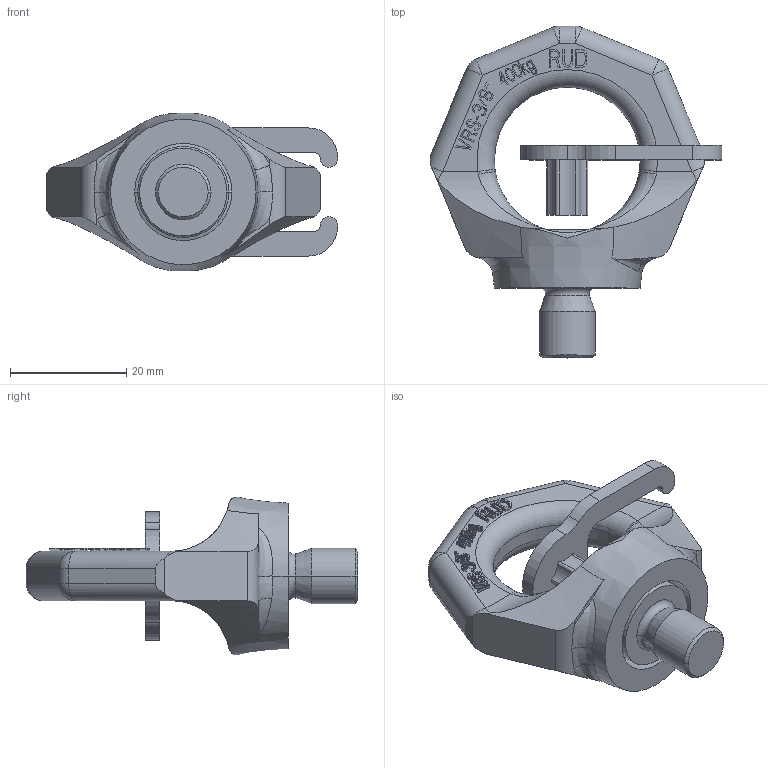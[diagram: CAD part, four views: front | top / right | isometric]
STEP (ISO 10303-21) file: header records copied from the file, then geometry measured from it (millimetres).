
FILE_DESCRIPTION((''),'2;1');
FILE_NAME('001-M31697-P-5_ASM','2004-11-09T',('Rehwagen'),(''),'PRO/ENGINEER BY PARAMETRIC TECHNOLOGY CORPORATION, 2001400','PRO/ENGINEER BY PARAMETRIC TECHNOLOGY CORPORATION, 2001400','');
FILE_SCHEMA(('CONFIG_CONTROL_DESIGN'));
Length unit declared in the file: millimetre
Products named in the file (4): 001-M31697-P-1; 001-M31697-P-2; 001-M31697-P-3; 001-M31697-P-5_ASM
Assembly tree (3 placements, depth 2):
  001-M31697-P-5_ASM
    001-M31697-P-1
    001-M31697-P-2
    001-M31697-P-3
Bounding box: 50 x 57 x 27.13 mm (x, y, z)
Volume: 14468.9 mm3; surface area: 7877 mm2
Topology: 3 solids, 3 shells, 649 faces, 1795 edges, 1174 vertices
Faces by surface type: plane 540, cylinder 61, bspline 22, cone 10, sphere 8, torus 8
Entity records: 22405 total; most frequent: CARTESIAN_POINT 5879, ORIENTED_EDGE 3578, DIRECTION 3109, EDGE_CURVE 1789, VECTOR 1573, LINE 1573, VERTEX_POINT 1174, AXIS2_PLACEMENT_3D 768
